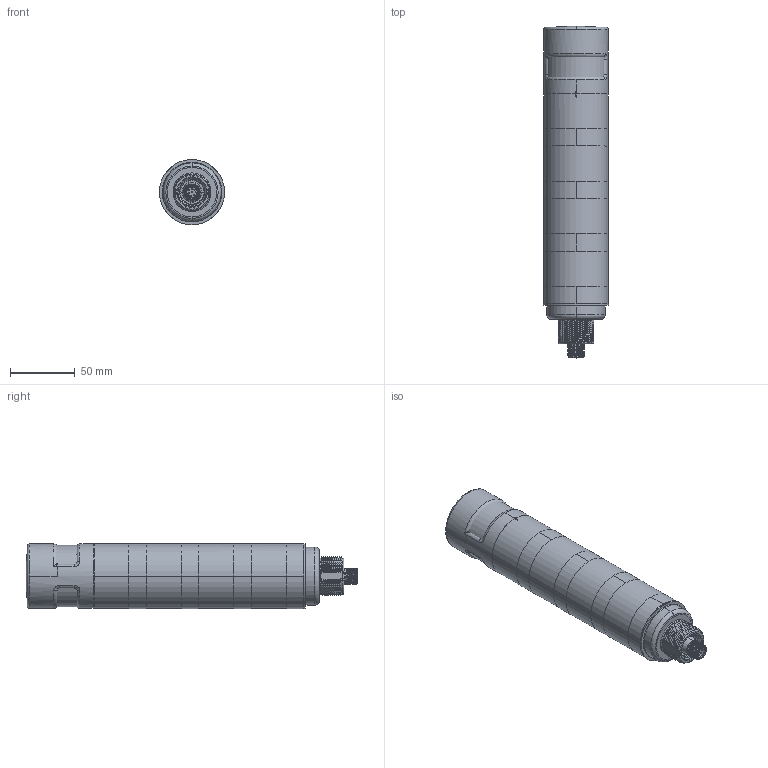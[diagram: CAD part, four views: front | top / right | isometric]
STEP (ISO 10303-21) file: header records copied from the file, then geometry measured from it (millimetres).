
FILE_DESCRIPTION((''),'2;1');
FILE_NAME('212919_ASM','2019-07-25T11:59:22',('pdmadmin'),('BANNER ENGINEERING'),'CREO PARAMETRIC BY PTC INC, 2018300','CREO PARAMETRIC BY PTC INC, 2018300','');
FILE_SCHEMA(('CONFIG_CONTROL_DESIGN'));
Products named in the file (11): 212350; 186251; 126713; 212361; 212366; 202220; 203684_AF4; 168246; EHR-2; 212745_ASM; 212919_ASM
Assembly tree (10 placements, depth 3):
  212919_ASM
    212350
    186251
    126713
    212361
    212745_ASM
      212366
      202220
      203684_AF4
      168246
      EHR-2
Bounding box: 50.5 x 256.87 x 50.75 mm (x, y, z)
Volume: 134500.4 mm3; surface area: 119198.1 mm2
Topology: 9 solids, 16 shells, 1494 faces, 3651 edges, 2223 vertices
Faces by surface type: cylinder 423, plane 380, bspline 373, torus 135, cone 117, sphere 62, extrusion 4
Entity records: 84550 total; most frequent: CARTESIAN_POINT 51837, ORIENTED_EDGE 7242, DIRECTION 6187, EDGE_CURVE 3640, AXIS2_PLACEMENT_3D 2504, VERTEX_POINT 2223, EDGE_LOOP 1568, FACE_OUTER_BOUND 1494
